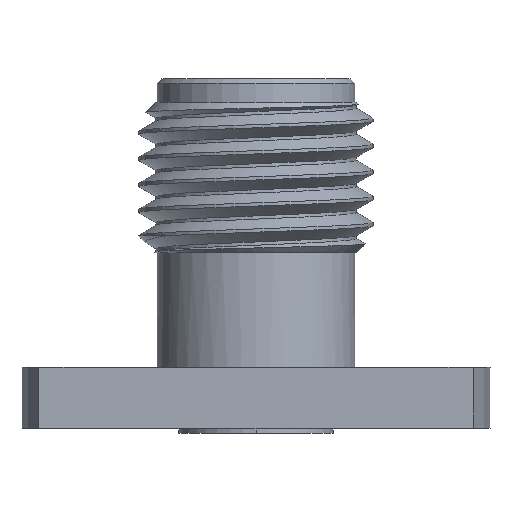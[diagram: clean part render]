
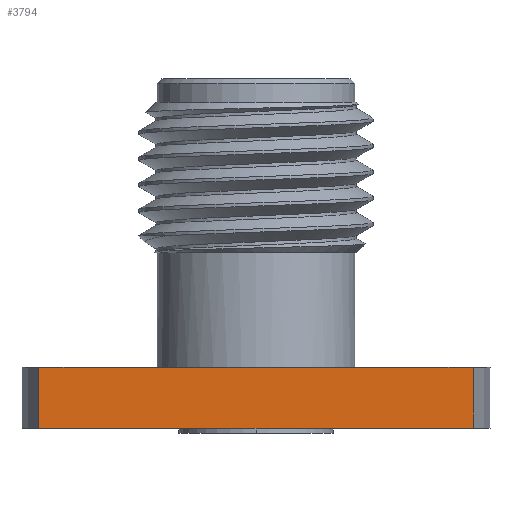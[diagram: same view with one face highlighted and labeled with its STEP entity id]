
A CAD part, left-side view. The second image highlights one B-rep face of the part: STEP entity #3794.
In plain terms, the highlighted planar face has unit normal (-1, 0, 0).
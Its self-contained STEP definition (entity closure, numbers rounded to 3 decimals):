
#139 = LINE ( 'NONE', #4400, #4206 ) ;
#157 = DIRECTION ( 'NONE',  ( 0., 0., 1. ) ) ;
#360 = VERTEX_POINT ( 'NONE', #2076 ) ;
#368 = EDGE_LOOP ( 'NONE', ( #4315, #3631, #2840, #3285, #2057, #2357 ) ) ;
#373 = CARTESIAN_POINT ( 'NONE',  ( -2.415, -5.873, -1.65 ) ) ;
#442 = CARTESIAN_POINT ( 'NONE',  ( -2.415, -5.873, 0. ) ) ;
#579 = CARTESIAN_POINT ( 'NONE',  ( -2.415, -5.873, -1.65 ) ) ;
#842 = CARTESIAN_POINT ( 'NONE',  ( -2.415, -5.873, 0. ) ) ;
#866 = AXIS2_PLACEMENT_3D ( 'NONE', #579, #1961, #157 ) ;
#872 = VERTEX_POINT ( 'NONE', #1885 ) ;
#913 = VERTEX_POINT ( 'NONE', #842 ) ;
#942 = CARTESIAN_POINT ( 'NONE',  ( -2.415, 1.15, 0. ) ) ;
#996 = DIRECTION ( 'NONE',  ( 0., -1., 0. ) ) ;
#1036 = DIRECTION ( 'NONE',  ( 0., 0., 1. ) ) ;
#1288 = VECTOR ( 'NONE', #4167, 1000. ) ;
#1291 = EDGE_CURVE ( 'NONE', #2905, #360, #3788, .T. ) ;
#1885 = CARTESIAN_POINT ( 'NONE',  ( -2.415, 5.873, 0. ) ) ;
#1961 = DIRECTION ( 'NONE',  ( -1., 0., 0. ) ) ;
#2057 = ORIENTED_EDGE ( 'NONE', *, *, #3537, .F. ) ;
#2076 = CARTESIAN_POINT ( 'NONE',  ( -2.415, -1.15, 0. ) ) ;
#2263 = DIRECTION ( 'NONE',  ( 0., -1., 0. ) ) ;
#2313 = CARTESIAN_POINT ( 'NONE',  ( -2.415, -5.873, -1.65 ) ) ;
#2357 = ORIENTED_EDGE ( 'NONE', *, *, #1291, .F. ) ;
#2416 = VECTOR ( 'NONE', #996, 1000. ) ;
#2675 = PLANE ( 'NONE',  #866 ) ;
#2703 = VECTOR ( 'NONE', #1036, 1000. ) ;
#2704 = CARTESIAN_POINT ( 'NONE',  ( -2.415, -5.873, -1.65 ) ) ;
#2801 = VECTOR ( 'NONE', #2263, 1000. ) ;
#2825 = VERTEX_POINT ( 'NONE', #3829 ) ;
#2840 = ORIENTED_EDGE ( 'NONE', *, *, #3195, .T. ) ;
#2905 = VERTEX_POINT ( 'NONE', #942 ) ;
#2967 = DIRECTION ( 'NONE',  ( 0., -1., 0. ) ) ;
#3195 = EDGE_CURVE ( 'NONE', #2825, #3242, #3862, .T. ) ;
#3242 = VERTEX_POINT ( 'NONE', #2313 ) ;
#3285 = ORIENTED_EDGE ( 'NONE', *, *, #4087, .T. ) ;
#3297 = EDGE_CURVE ( 'NONE', #872, #2905, #4163, .T. ) ;
#3476 = DIRECTION ( 'NONE',  ( 0., -1., 0. ) ) ;
#3537 = EDGE_CURVE ( 'NONE', #360, #913, #139, .T. ) ;
#3631 = ORIENTED_EDGE ( 'NONE', *, *, #4628, .F. ) ;
#3788 = LINE ( 'NONE', #442, #2801 ) ;
#3794 = ADVANCED_FACE ( 'NONE', ( #4665 ), #2675, .T. ) ;
#3829 = CARTESIAN_POINT ( 'NONE',  ( -2.415, 5.873, -1.65 ) ) ;
#3862 = LINE ( 'NONE', #2704, #4669 ) ;
#3905 = LINE ( 'NONE', #373, #2703 ) ;
#4087 = EDGE_CURVE ( 'NONE', #3242, #913, #3905, .T. ) ;
#4163 = LINE ( 'NONE', #4240, #2416 ) ;
#4167 = DIRECTION ( 'NONE',  ( 0., 0., 1. ) ) ;
#4189 = CARTESIAN_POINT ( 'NONE',  ( -2.415, 5.873, -1.65 ) ) ;
#4206 = VECTOR ( 'NONE', #2967, 1000. ) ;
#4228 = LINE ( 'NONE', #4189, #1288 ) ;
#4240 = CARTESIAN_POINT ( 'NONE',  ( -2.415, -5.873, 0. ) ) ;
#4315 = ORIENTED_EDGE ( 'NONE', *, *, #3297, .F. ) ;
#4400 = CARTESIAN_POINT ( 'NONE',  ( -2.415, -5.873, 0. ) ) ;
#4628 = EDGE_CURVE ( 'NONE', #2825, #872, #4228, .T. ) ;
#4665 = FACE_OUTER_BOUND ( 'NONE', #368, .T. ) ;
#4669 = VECTOR ( 'NONE', #3476, 1000. ) ;
